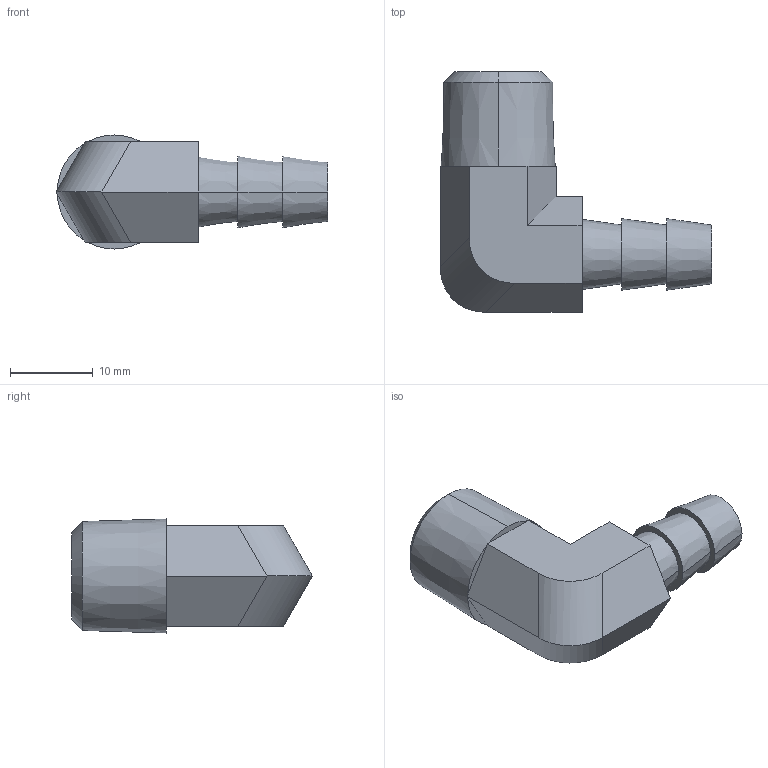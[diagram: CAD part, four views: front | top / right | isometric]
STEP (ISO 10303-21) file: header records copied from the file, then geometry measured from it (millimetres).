
FILE_DESCRIPTION (( 'STEP AP214' ), '1' );
FILE_NAME ('BAHBL-516-14N.step', '2017-08-29T20:41:14', ( '' ), ( '' ), 'SwSTEP 2.0', 'SolidWorks 2017', '' );
FILE_SCHEMA (( 'AUTOMOTIVE_DESIGN' ));
Length unit declared in the file: inch
Products named in the file (1): BAHBL-516-14N
Bounding box: 32.82 x 29.08 x 13.79 mm (x, y, z)
Volume: 3308.9 mm3; surface area: 2932.6 mm2
Topology: 1 solids, 1 shells, 50 faces, 109 edges, 67 vertices
Faces by surface type: plane 30, cone 10, cylinder 10
Entity records: 1539 total; most frequent: CARTESIAN_POINT 380, DIRECTION 246, ORIENTED_EDGE 218, EDGE_CURVE 109, AXIS2_PLACEMENT_3D 93, VERTEX_POINT 67, LINE 60, VECTOR 60
